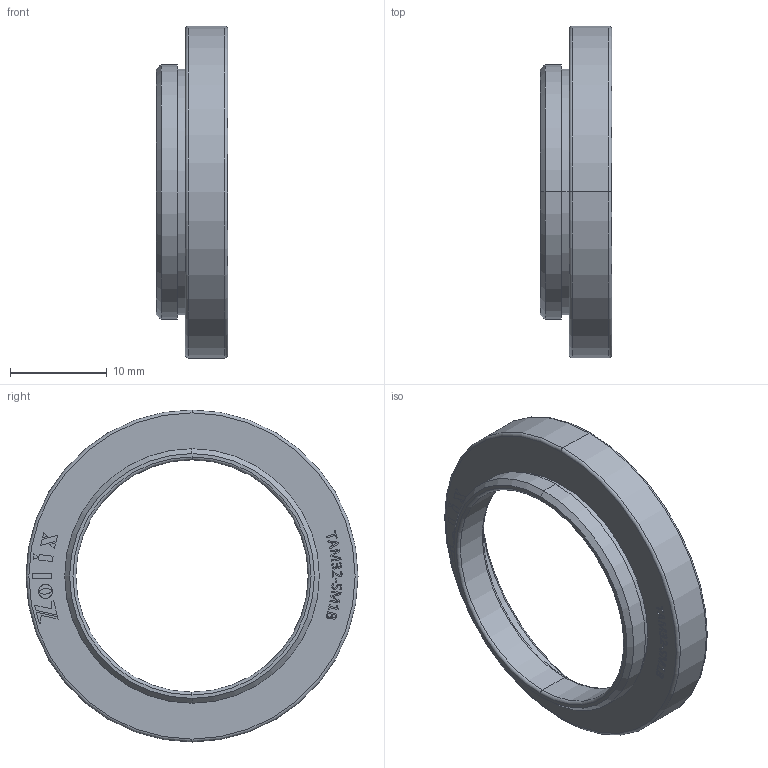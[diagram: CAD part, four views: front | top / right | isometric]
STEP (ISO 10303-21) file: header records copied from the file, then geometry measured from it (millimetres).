
FILE_DESCRIPTION (( 'STEP AP203' ), '1' );
FILE_NAME ('TAM32-SM1B.STEP', '2025-10-17T06:09:37', ( '' ), ( '' ), 'SwSTEP 2.0', 'SolidWorks 2020', '' );
FILE_SCHEMA (( 'CONFIG_CONTROL_DESIGN' ));
Length unit declared in the file: millimetre
Products named in the file (1): TAM32-SM1B
Bounding box: 7.4 x 34.3 x 34.3 mm (x, y, z)
Volume: 1099.7 mm3; surface area: 2441.1 mm2
Topology: 1 solids, 1 shells, 360 faces, 981 edges, 650 vertices
Faces by surface type: plane 232, bspline 104, cylinder 12, torus 8, cone 4
Entity records: 13342 total; most frequent: CARTESIAN_POINT 5632, ORIENTED_EDGE 1962, EDGE_CURVE 981, DIRECTION 929, VERTEX_POINT 650, B_SPLINE_CURVE_WITH_KNOTS 610, EDGE_LOOP 389, FACE_OUTER_BOUND 360
